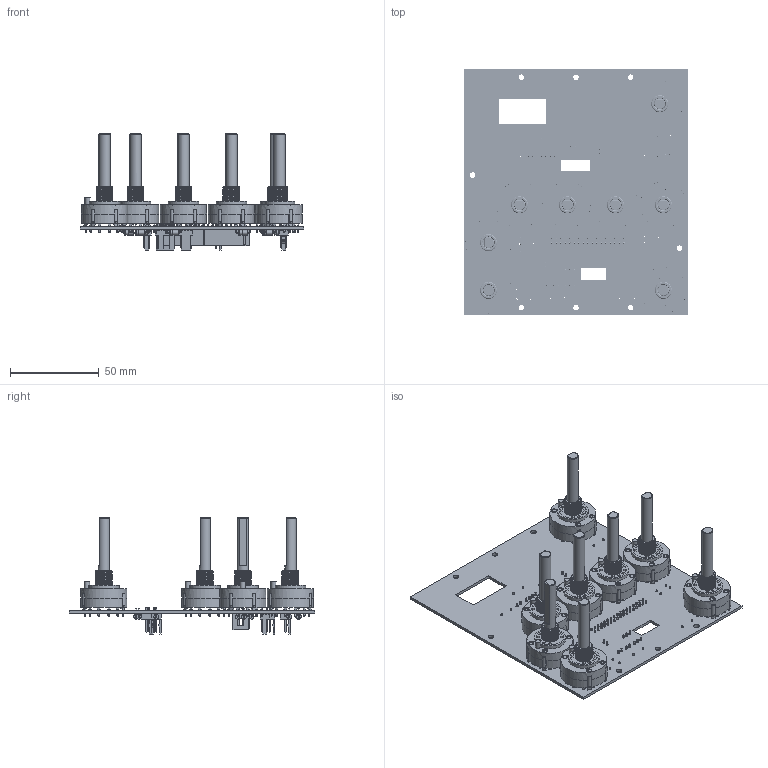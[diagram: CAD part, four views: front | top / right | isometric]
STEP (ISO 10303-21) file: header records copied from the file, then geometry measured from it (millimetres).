
FILE_DESCRIPTION(('KiCad electronic assembly'),'2;1');
FILE_NAME('UHF-ROTARIES.step','2024-08-10T18:40:05',('Pcbnew'),('Kicad') ,'Open CASCADE STEP processor 7.7','KiCad to STEP converter','Unknown' );
FILE_SCHEMA(('AUTOMOTIVE_DESIGN { 1 0 10303 214 1 1 1 1 }'));
Length unit declared in the file: millimetre
Products named in the file (14): UHF-ROTARIES 1; 12 Position Step Long Shaft; SR2612F-0112-21R0B-D8-N v2; D_A-405_P7.62mm_Horizontal; Molex_KK-254_AE-6410-02A_1x02_P2.54mm_Vertical; Molex_AE_6410_02A; Molex_KK-254_AE-6410-03A_1x03_P2.54mm_Vertical; Molex_AE_6410_03A; Molex_KK-254_AE-6410-04A_1x04_P2.54mm_Vertical; Molex_AE_6410_04A; IDC-Header_2x17_P2.54mm_Vertical; IDC_Header_2x17_P254mm_Vertical; UHF-ROTARIES_PCB
Assembly tree (39 placements, depth 3):
  UHF-ROTARIES 1
    12 Position Step Long Shaft  x8
      SR2612F-0112-21R0B-D8-N v2
    D_A-405_P7.62mm_Horizontal  x13
      D_A-405_P7.62mm_Horizontal
    Molex_KK-254_AE-6410-02A_1x02_P2.54mm_Vertical  x7
      Molex_AE_6410_02A
    Molex_KK-254_AE-6410-03A_1x03_P2.54mm_Vertical  x2
      Molex_AE_6410_03A
    Molex_KK-254_AE-6410-04A_1x04_P2.54mm_Vertical
      Molex_AE_6410_04A
    IDC-Header_2x17_P2.54mm_Vertical
      IDC_Header_2x17_P254mm_Vertical
    UHF-ROTARIES_PCB
Bounding box: 126 x 138.37 x 65.5 mm (x, y, z)
Volume: 90375.1 mm3; surface area: 85311.8 mm2
Topology: 193 solids, 193 shells, 4481 faces, 10961 edges, 7132 vertices
Faces by surface type: plane 3541, cylinder 842, bspline 48, torus 34, cone 16
Full cylindrical faces by diameter (mm): 0.6 x52, 0.9 x26, 1 x40, 1.19 x24, 1.4 x104, 2.7 x26, 2.72 x13, 3 x40, 3.1 x8, 6.35 x8, 8.666 x72, 9.525 x88, 15.2 x16, 26 x8
Entity records: 52939 total; most frequent: CARTESIAN_POINT 9577, ORIENTED_EDGE 7298, DIRECTION 7205, EDGE_CURVE 3649, LINE 3029, VECTOR 3029, VERTEX_POINT 2318, AXIS2_PLACEMENT_3D 2088
